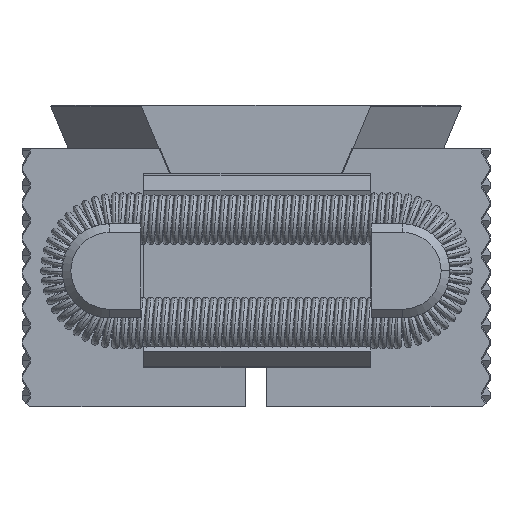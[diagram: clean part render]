
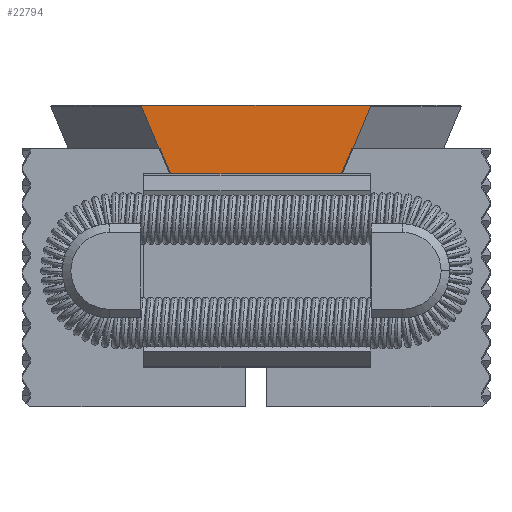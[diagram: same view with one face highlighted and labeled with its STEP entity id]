
A CAD part, front view. The second image highlights one B-rep face of the part: STEP entity #22794.
In plain terms, the highlighted planar face has unit normal (0, -1, 0).
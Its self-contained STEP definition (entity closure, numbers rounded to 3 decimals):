
#1074 = PLANE ( 'NONE',  #43799 ) ;
#1739 = CARTESIAN_POINT ( 'NONE',  ( 7.906, -10.5, -1.753 ) ) ;
#2417 = VERTEX_POINT ( 'NONE', #7716 ) ;
#2511 = EDGE_LOOP ( 'NONE', ( #27482, #33219, #44833, #23236, #8560, #39938 ) ) ;
#2530 = DIRECTION ( 'NONE',  ( 1., 0., 0. ) ) ;
#3068 = DIRECTION ( 'NONE',  ( 0.387, 0., 0.922 ) ) ;
#4399 = DIRECTION ( 'NONE',  ( -0.629, 0., -0.778 ) ) ;
#5811 = DIRECTION ( 'NONE',  ( 0., -1., 0. ) ) ;
#7716 = CARTESIAN_POINT ( 'NONE',  ( -1.939, -10.5, -11.1 ) ) ;
#8560 = ORIENTED_EDGE ( 'NONE', *, *, #11501, .F. ) ;
#11488 = VERTEX_POINT ( 'NONE', #42433 ) ;
#11501 = EDGE_CURVE ( 'NONE', #33632, #13593, #41346, .T. ) ;
#11642 = EDGE_CURVE ( 'NONE', #2417, #43650, #15047, .T. ) ;
#12119 = VECTOR ( 'NONE', #3068, 1000. ) ;
#12393 = LINE ( 'NONE', #22640, #21819 ) ;
#12764 = CARTESIAN_POINT ( 'NONE',  ( 6.564, -10.5, -0.094 ) ) ;
#13593 = VERTEX_POINT ( 'NONE', #12764 ) ;
#15031 = LINE ( 'NONE', #17811, #12119 ) ;
#15047 = LINE ( 'NONE', #39489, #30216 ) ;
#16024 = FACE_OUTER_BOUND ( 'NONE', #2511, .T. ) ;
#17811 = CARTESIAN_POINT ( 'NONE',  ( 1.939, -10.5, -11.1 ) ) ;
#20238 = VERTEX_POINT ( 'NONE', #22160 ) ;
#21041 = CARTESIAN_POINT ( 'NONE',  ( 1.939, -10.5, -11.1 ) ) ;
#21819 = VECTOR ( 'NONE', #37466, 1000. ) ;
#22134 = DIRECTION ( 'NONE',  ( 1., 0., 0. ) ) ;
#22160 = CARTESIAN_POINT ( 'NONE',  ( -6.564, -10.5, -0.094 ) ) ;
#22640 = CARTESIAN_POINT ( 'NONE',  ( -6.564, -10.5, -0.094 ) ) ;
#22794 = ADVANCED_FACE ( 'NONE', ( #16024 ), #1074, .T. ) ;
#23236 = ORIENTED_EDGE ( 'NONE', *, *, #31573, .T. ) ;
#24606 = DIRECTION ( 'NONE',  ( 0., 0., -1. ) ) ;
#26249 = LINE ( 'NONE', #45101, #36746 ) ;
#27482 = ORIENTED_EDGE ( 'NONE', *, *, #42344, .T. ) ;
#27648 = LINE ( 'NONE', #40702, #36428 ) ;
#27890 = DIRECTION ( 'NONE',  ( 0.629, 0., -0.778 ) ) ;
#28096 = CARTESIAN_POINT ( 'NONE',  ( 6.488, -10.5, 0. ) ) ;
#29646 = VECTOR ( 'NONE', #27890, 1000. ) ;
#30216 = VECTOR ( 'NONE', #2530, 1000. ) ;
#31573 = EDGE_CURVE ( 'NONE', #43650, #13593, #15031, .T. ) ;
#33219 = ORIENTED_EDGE ( 'NONE', *, *, #35246, .T. ) ;
#33632 = VERTEX_POINT ( 'NONE', #28096 ) ;
#35246 = EDGE_CURVE ( 'NONE', #20238, #2417, #12393, .T. ) ;
#36428 = VECTOR ( 'NONE', #22134, 1000. ) ;
#36746 = VECTOR ( 'NONE', #4399, 1000. ) ;
#37466 = DIRECTION ( 'NONE',  ( 0.387, 0., -0.922 ) ) ;
#38060 = EDGE_CURVE ( 'NONE', #11488, #33632, #27648, .T. ) ;
#39489 = CARTESIAN_POINT ( 'NONE',  ( 11.8, -10.5, -11.1 ) ) ;
#39938 = ORIENTED_EDGE ( 'NONE', *, *, #38060, .F. ) ;
#40702 = CARTESIAN_POINT ( 'NONE',  ( 0., -10.5, 0. ) ) ;
#41346 = LINE ( 'NONE', #1739, #29646 ) ;
#42344 = EDGE_CURVE ( 'NONE', #11488, #20238, #26249, .T. ) ;
#42433 = CARTESIAN_POINT ( 'NONE',  ( -6.488, -10.5, 0. ) ) ;
#43650 = VERTEX_POINT ( 'NONE', #21041 ) ;
#43799 = AXIS2_PLACEMENT_3D ( 'NONE', #45997, #5811, #24606 ) ;
#44833 = ORIENTED_EDGE ( 'NONE', *, *, #11642, .T. ) ;
#45101 = CARTESIAN_POINT ( 'NONE',  ( -6.488, -10.5, 0. ) ) ;
#45997 = CARTESIAN_POINT ( 'NONE',  ( 11.8, -10.5, -11.1 ) ) ;
